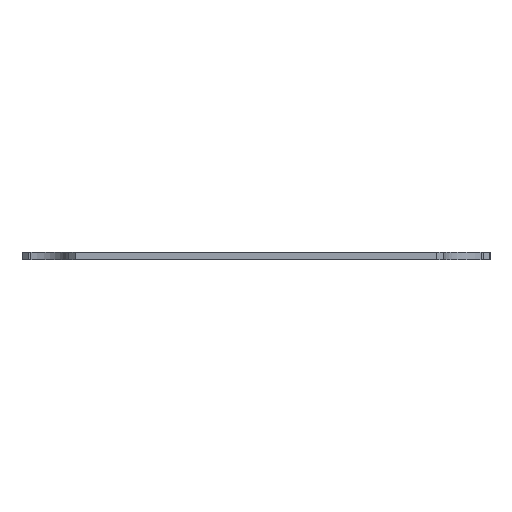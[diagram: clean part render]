
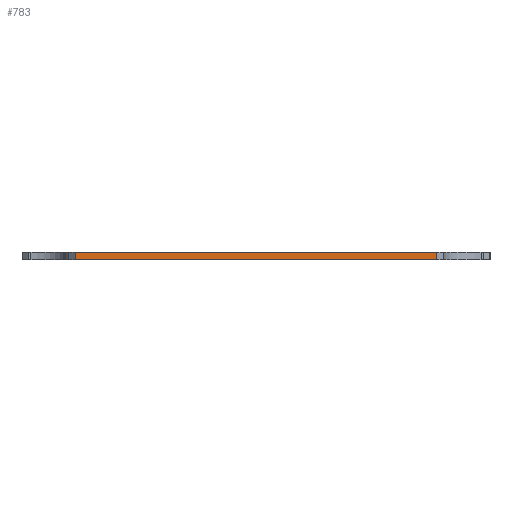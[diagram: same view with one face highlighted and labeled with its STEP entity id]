
A CAD part, left-side view. The second image highlights one B-rep face of the part: STEP entity #783.
In plain terms, the highlighted planar face has unit normal (-1, 0, 0).
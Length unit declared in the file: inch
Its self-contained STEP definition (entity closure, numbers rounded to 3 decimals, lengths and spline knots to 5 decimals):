
#132 = AXIS2_PLACEMENT_3D ( 'NONE', #210, #156, #1068 ) ;
#142 = CARTESIAN_POINT ( 'NONE',  ( -2.1165, -1.699, 0. ) ) ;
#149 = ORIENTED_EDGE ( 'NONE', *, *, #1045, .T. ) ;
#156 = DIRECTION ( 'NONE',  ( -1., 0., 0. ) ) ;
#169 = DIRECTION ( 'NONE',  ( 0., 0., -1. ) ) ;
#210 = CARTESIAN_POINT ( 'NONE',  ( -2.1165, -1.699, 0. ) ) ;
#248 = CARTESIAN_POINT ( 'NONE',  ( -2.1165, -1.6365, 0.0635 ) ) ;
#252 = VECTOR ( 'NONE', #1084, 39.37008 ) ;
#261 = CARTESIAN_POINT ( 'NONE',  ( -2.1165, -1.6365, 0. ) ) ;
#274 = CARTESIAN_POINT ( 'NONE',  ( -2.1165, 0., 0.0635 ) ) ;
#336 = EDGE_CURVE ( 'NONE', #487, #476, #485, .T. ) ;
#398 = ORIENTED_EDGE ( 'NONE', *, *, #981, .F. ) ;
#444 = DIRECTION ( 'NONE',  ( 0., -1., 0. ) ) ;
#453 = EDGE_LOOP ( 'NONE', ( #398, #968, #860, #149 ) ) ;
#476 = VERTEX_POINT ( 'NONE', #775 ) ;
#485 = LINE ( 'NONE', #740, #252 ) ;
#487 = VERTEX_POINT ( 'NONE', #858 ) ;
#497 = LINE ( 'NONE', #142, #596 ) ;
#542 = VECTOR ( 'NONE', #169, 39.37008 ) ;
#554 = PLANE ( 'NONE',  #132 ) ;
#567 = VERTEX_POINT ( 'NONE', #261 ) ;
#596 = VECTOR ( 'NONE', #853, 39.37008 ) ;
#653 = EDGE_CURVE ( 'NONE', #487, #1020, #1047, .T. ) ;
#740 = CARTESIAN_POINT ( 'NONE',  ( -2.1165, 1.6365, 0. ) ) ;
#775 = CARTESIAN_POINT ( 'NONE',  ( -2.1165, 1.6365, 0. ) ) ;
#783 = ADVANCED_FACE ( 'NONE', ( #909 ), #554, .T. ) ;
#792 = LINE ( 'NONE', #948, #542 ) ;
#853 = DIRECTION ( 'NONE',  ( 0., -1., 0. ) ) ;
#858 = CARTESIAN_POINT ( 'NONE',  ( -2.1165, 1.6365, 0.0635 ) ) ;
#860 = ORIENTED_EDGE ( 'NONE', *, *, #336, .T. ) ;
#888 = VECTOR ( 'NONE', #444, 39.37008 ) ;
#909 = FACE_OUTER_BOUND ( 'NONE', #453, .T. ) ;
#948 = CARTESIAN_POINT ( 'NONE',  ( -2.1165, -1.6365, 0. ) ) ;
#968 = ORIENTED_EDGE ( 'NONE', *, *, #653, .F. ) ;
#981 = EDGE_CURVE ( 'NONE', #1020, #567, #792, .T. ) ;
#1020 = VERTEX_POINT ( 'NONE', #248 ) ;
#1045 = EDGE_CURVE ( 'NONE', #476, #567, #497, .T. ) ;
#1047 = LINE ( 'NONE', #274, #888 ) ;
#1068 = DIRECTION ( 'NONE',  ( 0., 0., 1. ) ) ;
#1084 = DIRECTION ( 'NONE',  ( 0., 0., -1. ) ) ;
